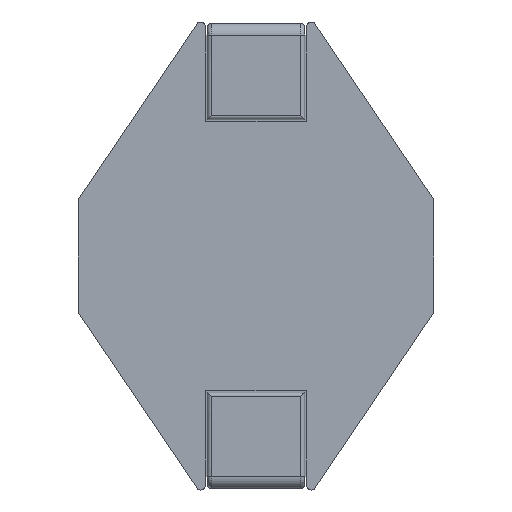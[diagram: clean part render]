
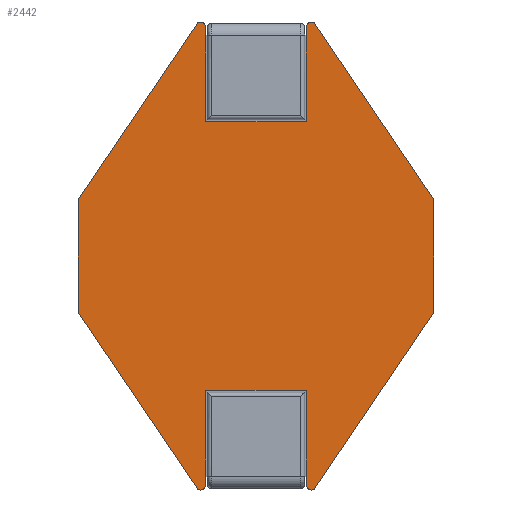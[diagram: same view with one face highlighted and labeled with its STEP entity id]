
A CAD part, front view. The second image highlights one B-rep face of the part: STEP entity #2442.
In plain terms, the highlighted planar face has unit normal (0, -1, 0).
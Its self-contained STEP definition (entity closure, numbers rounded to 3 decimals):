
#16 = VECTOR ( 'NONE', #8853, 1000. ) ;
#232 = AXIS2_PLACEMENT_3D ( 'NONE', #9860, #1536, #6570 ) ;
#282 = CARTESIAN_POINT ( 'NONE',  ( 1.462, 0., -6.06 ) ) ;
#462 = VERTEX_POINT ( 'NONE', #10730 ) ;
#497 = ORIENTED_EDGE ( 'NONE', *, *, #4591, .F. ) ;
#534 = LINE ( 'NONE', #3811, #7031 ) ;
#631 = VERTEX_POINT ( 'NONE', #2498 ) ;
#654 = VECTOR ( 'NONE', #5905, 1000. ) ;
#749 = VERTEX_POINT ( 'NONE', #6251 ) ;
#772 = ORIENTED_EDGE ( 'NONE', *, *, #5867, .F. ) ;
#845 = AXIS2_PLACEMENT_3D ( 'NONE', #5538, #2342, #6464 ) ;
#1216 = DIRECTION ( 'NONE',  ( 0., 0., -1. ) ) ;
#1375 = VECTOR ( 'NONE', #9676, 1000. ) ;
#1385 = CIRCLE ( 'NONE', #4417, 0.127 ) ;
#1536 = DIRECTION ( 'NONE',  ( 0., 1., 0. ) ) ;
#1568 = LINE ( 'NONE', #3923, #16 ) ;
#1631 = VECTOR ( 'NONE', #8773, 1000. ) ;
#1694 = LINE ( 'NONE', #8636, #9403 ) ;
#1809 = VERTEX_POINT ( 'NONE', #8899 ) ;
#1967 = EDGE_CURVE ( 'NONE', #462, #8842, #8130, .T. ) ;
#1971 = LINE ( 'NONE', #3874, #10613 ) ;
#2059 = ORIENTED_EDGE ( 'NONE', *, *, #2745, .F. ) ;
#2072 = VERTEX_POINT ( 'NONE', #5055 ) ;
#2136 = DIRECTION ( 'NONE',  ( 0., 0., -1. ) ) ;
#2211 = CARTESIAN_POINT ( 'NONE',  ( -1.462, 0., -6.06 ) ) ;
#2227 = CARTESIAN_POINT ( 'NONE',  ( -1.335, 0., -6.06 ) ) ;
#2303 = VERTEX_POINT ( 'NONE', #9537 ) ;
#2342 = DIRECTION ( 'NONE',  ( 0., 1., 0. ) ) ;
#2415 = VERTEX_POINT ( 'NONE', #4755 ) ;
#2442 = ADVANCED_FACE ( 'NONE', ( #7584 ), #9899, .F. ) ;
#2444 = ORIENTED_EDGE ( 'NONE', *, *, #3661, .F. ) ;
#2482 = CIRCLE ( 'NONE', #4574, 0.127 ) ;
#2498 = CARTESIAN_POINT ( 'NONE',  ( 1.567, 0., 6.131 ) ) ;
#2570 = VERTEX_POINT ( 'NONE', #2634 ) ;
#2591 = DIRECTION ( 'NONE',  ( 0., 0., -1. ) ) ;
#2634 = CARTESIAN_POINT ( 'NONE',  ( -1.335, 0., 3.555 ) ) ;
#2745 = EDGE_CURVE ( 'NONE', #7893, #5787, #1971, .T. ) ;
#2748 = DIRECTION ( 'NONE',  ( 0., 0., -1. ) ) ;
#3305 = ORIENTED_EDGE ( 'NONE', *, *, #3762, .F. ) ;
#3343 = DIRECTION ( 'NONE',  ( 0., 0., 1. ) ) ;
#3438 = DIRECTION ( 'NONE',  ( 0., 1., 0. ) ) ;
#3506 = ORIENTED_EDGE ( 'NONE', *, *, #10739, .F. ) ;
#3508 = EDGE_CURVE ( 'NONE', #2570, #10562, #1568, .T. ) ;
#3517 = CARTESIAN_POINT ( 'NONE',  ( -1.567, 0., -6.131 ) ) ;
#3638 = DIRECTION ( 'NONE',  ( 0., 0., 1. ) ) ;
#3661 = EDGE_CURVE ( 'NONE', #8805, #7893, #1694, .T. ) ;
#3709 = EDGE_CURVE ( 'NONE', #10562, #8283, #5726, .T. ) ;
#3762 = EDGE_CURVE ( 'NONE', #6746, #2415, #2482, .T. ) ;
#3776 = AXIS2_PLACEMENT_3D ( 'NONE', #5281, #9507, #1216 ) ;
#3811 = CARTESIAN_POINT ( 'NONE',  ( 1.567, 0., 6.131 ) ) ;
#3874 = CARTESIAN_POINT ( 'NONE',  ( -4.7, 0., 1.486 ) ) ;
#3882 = ORIENTED_EDGE ( 'NONE', *, *, #3905, .F. ) ;
#3905 = EDGE_CURVE ( 'NONE', #749, #1809, #7838, .T. ) ;
#3923 = CARTESIAN_POINT ( 'NONE',  ( 4.7, 0., 3.555 ) ) ;
#3972 = DIRECTION ( 'NONE',  ( 0., 0., -1. ) ) ;
#4035 = CARTESIAN_POINT ( 'NONE',  ( 4.7, 0., -1.486 ) ) ;
#4219 = CARTESIAN_POINT ( 'NONE',  ( 1.335, 0., 6.475 ) ) ;
#4371 = DIRECTION ( 'NONE',  ( 0., 1., 0. ) ) ;
#4416 = ORIENTED_EDGE ( 'NONE', *, *, #7499, .F. ) ;
#4417 = AXIS2_PLACEMENT_3D ( 'NONE', #9333, #3438, #2591 ) ;
#4442 = DIRECTION ( 'NONE',  ( 0., 1., 0. ) ) ;
#4574 = AXIS2_PLACEMENT_3D ( 'NONE', #7698, #4371, #2748 ) ;
#4591 = EDGE_CURVE ( 'NONE', #2072, #10054, #10589, .T. ) ;
#4608 = CARTESIAN_POINT ( 'NONE',  ( -1.335, 0., 6.475 ) ) ;
#4755 = CARTESIAN_POINT ( 'NONE',  ( -1.567, 0., -6.131 ) ) ;
#4776 = CARTESIAN_POINT ( 'NONE',  ( 4.7, 0., 6.475 ) ) ;
#4877 = VERTEX_POINT ( 'NONE', #2227 ) ;
#4917 = EDGE_CURVE ( 'NONE', #631, #2072, #534, .T. ) ;
#4966 = CARTESIAN_POINT ( 'NONE',  ( 1.335, 0., 6.06 ) ) ;
#5048 = CARTESIAN_POINT ( 'NONE',  ( -4.7, 0., -1.486 ) ) ;
#5055 = CARTESIAN_POINT ( 'NONE',  ( 4.7, 0., 1.486 ) ) ;
#5084 = CARTESIAN_POINT ( 'NONE',  ( -4.7, 0., 1.486 ) ) ;
#5110 = CARTESIAN_POINT ( 'NONE',  ( 1.335, 0., -3.555 ) ) ;
#5125 = ORIENTED_EDGE ( 'NONE', *, *, #3508, .F. ) ;
#5281 = CARTESIAN_POINT ( 'NONE',  ( 1.462, 0., 6.06 ) ) ;
#5399 = CARTESIAN_POINT ( 'NONE',  ( -1.335, 0., 6.475 ) ) ;
#5538 = CARTESIAN_POINT ( 'NONE',  ( -1.462, 0., 6.06 ) ) ;
#5625 = VECTOR ( 'NONE', #8201, 1000. ) ;
#5681 = CARTESIAN_POINT ( 'NONE',  ( -1.462, 0., -6.187 ) ) ;
#5726 = LINE ( 'NONE', #4219, #6397 ) ;
#5787 = VERTEX_POINT ( 'NONE', #6215 ) ;
#5867 = EDGE_CURVE ( 'NONE', #5787, #2303, #7414, .T. ) ;
#5905 = DIRECTION ( 'NONE',  ( -0.559, 0., 0.829 ) ) ;
#5950 = VECTOR ( 'NONE', #10759, 1000. ) ;
#6086 = CARTESIAN_POINT ( 'NONE',  ( 4.7, 0., -1.486 ) ) ;
#6175 = EDGE_CURVE ( 'NONE', #2415, #8805, #9777, .T. ) ;
#6215 = CARTESIAN_POINT ( 'NONE',  ( -1.567, 0., 6.131 ) ) ;
#6251 = CARTESIAN_POINT ( 'NONE',  ( 1.567, 0., -6.131 ) ) ;
#6256 = ORIENTED_EDGE ( 'NONE', *, *, #4917, .F. ) ;
#6397 = VECTOR ( 'NONE', #3343, 1000. ) ;
#6444 = DIRECTION ( 'NONE',  ( 0., 0., -1. ) ) ;
#6464 = DIRECTION ( 'NONE',  ( 0., 0., -1. ) ) ;
#6570 = DIRECTION ( 'NONE',  ( 0., 0., 1. ) ) ;
#6746 = VERTEX_POINT ( 'NONE', #5681 ) ;
#6839 = CARTESIAN_POINT ( 'NONE',  ( -1.335, 0., -3.555 ) ) ;
#6842 = CARTESIAN_POINT ( 'NONE',  ( 1.335, 0., 3.555 ) ) ;
#7031 = VECTOR ( 'NONE', #7243, 1000. ) ;
#7124 = ORIENTED_EDGE ( 'NONE', *, *, #6175, .F. ) ;
#7198 = EDGE_CURVE ( 'NONE', #9365, #4877, #10292, .T. ) ;
#7243 = DIRECTION ( 'NONE',  ( 0.559, 0., -0.829 ) ) ;
#7414 = CIRCLE ( 'NONE', #845, 0.127 ) ;
#7499 = EDGE_CURVE ( 'NONE', #8283, #631, #9360, .T. ) ;
#7544 = EDGE_LOOP ( 'NONE', ( #3882, #7740, #497, #6256, #4416, #9422, #5125, #7996, #772, #2059, #2444, #7124, #3305, #3506, #8028, #8332, #9013, #8221 ) ) ;
#7584 = FACE_OUTER_BOUND ( 'NONE', #7544, .T. ) ;
#7698 = CARTESIAN_POINT ( 'NONE',  ( -1.462, 0., -6.06 ) ) ;
#7740 = ORIENTED_EDGE ( 'NONE', *, *, #7767, .F. ) ;
#7767 = EDGE_CURVE ( 'NONE', #10054, #749, #9233, .T. ) ;
#7838 = CIRCLE ( 'NONE', #10797, 0.127 ) ;
#7893 = VERTEX_POINT ( 'NONE', #5084 ) ;
#7993 = CARTESIAN_POINT ( 'NONE',  ( 4.7, 0., -3.555 ) ) ;
#7996 = ORIENTED_EDGE ( 'NONE', *, *, #8970, .F. ) ;
#8028 = ORIENTED_EDGE ( 'NONE', *, *, #7198, .F. ) ;
#8130 = LINE ( 'NONE', #9802, #5625 ) ;
#8201 = DIRECTION ( 'NONE',  ( 0., 0., 1. ) ) ;
#8221 = ORIENTED_EDGE ( 'NONE', *, *, #8394, .F. ) ;
#8283 = VERTEX_POINT ( 'NONE', #4966 ) ;
#8332 = ORIENTED_EDGE ( 'NONE', *, *, #9017, .F. ) ;
#8394 = EDGE_CURVE ( 'NONE', #1809, #462, #1385, .T. ) ;
#8558 = LINE ( 'NONE', #7993, #1375 ) ;
#8624 = DIRECTION ( 'NONE',  ( 0., 0., -1. ) ) ;
#8636 = CARTESIAN_POINT ( 'NONE',  ( -4.7, 0., 6.475 ) ) ;
#8773 = DIRECTION ( 'NONE',  ( 0., 0., -1. ) ) ;
#8804 = DIRECTION ( 'NONE',  ( 0.559, 0., 0.829 ) ) ;
#8805 = VERTEX_POINT ( 'NONE', #5048 ) ;
#8842 = VERTEX_POINT ( 'NONE', #5110 ) ;
#8853 = DIRECTION ( 'NONE',  ( 1., 0., 0. ) ) ;
#8899 = CARTESIAN_POINT ( 'NONE',  ( 1.462, 0., -6.187 ) ) ;
#8970 = EDGE_CURVE ( 'NONE', #2303, #2570, #9085, .T. ) ;
#8971 = DIRECTION ( 'NONE',  ( 0., 1., 0. ) ) ;
#8983 = VECTOR ( 'NONE', #2136, 1000. ) ;
#9013 = ORIENTED_EDGE ( 'NONE', *, *, #1967, .F. ) ;
#9017 = EDGE_CURVE ( 'NONE', #8842, #9365, #8558, .T. ) ;
#9058 = CIRCLE ( 'NONE', #9731, 0.127 ) ;
#9085 = LINE ( 'NONE', #4608, #1631 ) ;
#9233 = LINE ( 'NONE', #4035, #5950 ) ;
#9333 = CARTESIAN_POINT ( 'NONE',  ( 1.462, 0., -6.06 ) ) ;
#9360 = CIRCLE ( 'NONE', #3776, 0.127 ) ;
#9365 = VERTEX_POINT ( 'NONE', #6839 ) ;
#9403 = VECTOR ( 'NONE', #3638, 1000. ) ;
#9422 = ORIENTED_EDGE ( 'NONE', *, *, #3709, .F. ) ;
#9507 = DIRECTION ( 'NONE',  ( 0., 1., 0. ) ) ;
#9537 = CARTESIAN_POINT ( 'NONE',  ( -1.335, 0., 6.06 ) ) ;
#9676 = DIRECTION ( 'NONE',  ( -1., 0., 0. ) ) ;
#9731 = AXIS2_PLACEMENT_3D ( 'NONE', #2211, #8971, #3972 ) ;
#9777 = LINE ( 'NONE', #3517, #654 ) ;
#9802 = CARTESIAN_POINT ( 'NONE',  ( 1.335, 0., 6.475 ) ) ;
#9860 = CARTESIAN_POINT ( 'NONE',  ( 4.7, 0., 6.475 ) ) ;
#9899 = PLANE ( 'NONE',  #232 ) ;
#9937 = VECTOR ( 'NONE', #6444, 1000. ) ;
#10054 = VERTEX_POINT ( 'NONE', #6086 ) ;
#10292 = LINE ( 'NONE', #5399, #8983 ) ;
#10562 = VERTEX_POINT ( 'NONE', #6842 ) ;
#10589 = LINE ( 'NONE', #4776, #9937 ) ;
#10613 = VECTOR ( 'NONE', #8804, 1000. ) ;
#10730 = CARTESIAN_POINT ( 'NONE',  ( 1.335, 0., -6.06 ) ) ;
#10739 = EDGE_CURVE ( 'NONE', #4877, #6746, #9058, .T. ) ;
#10759 = DIRECTION ( 'NONE',  ( -0.559, 0., -0.829 ) ) ;
#10797 = AXIS2_PLACEMENT_3D ( 'NONE', #282, #4442, #8624 ) ;
